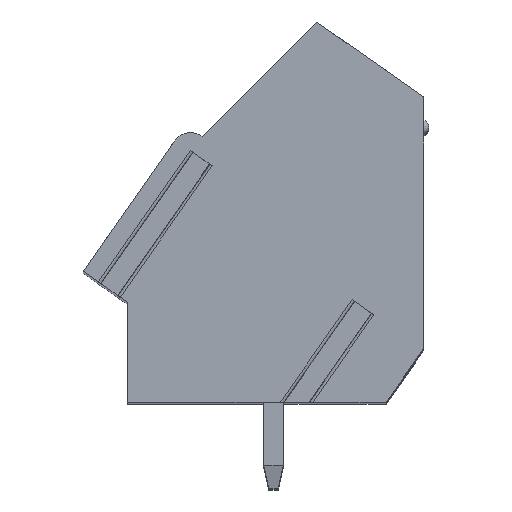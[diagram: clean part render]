
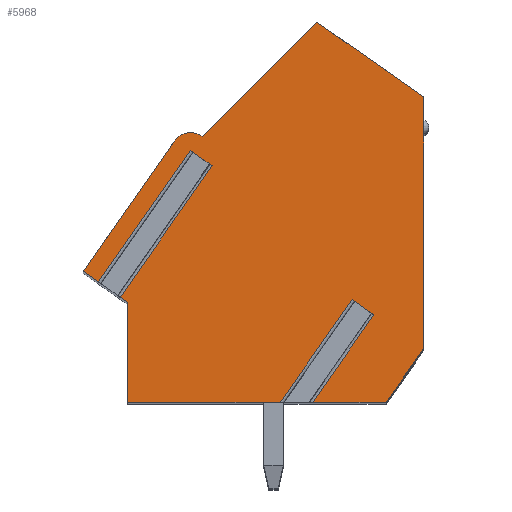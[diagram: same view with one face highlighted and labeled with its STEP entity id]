
A CAD part, top view. The second image highlights one B-rep face of the part: STEP entity #5968.
In plain terms, the highlighted planar face has unit normal (0, 0, 1).
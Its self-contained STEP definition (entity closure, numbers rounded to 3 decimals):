
#14=DIRECTION('',(-0.819,0.574,0.));
#15=VECTOR('',#14,1.085);
#16=CARTESIAN_POINT('',(4.498,-3.239,48.26));
#17=LINE('',#16,#15);
#18=DIRECTION('',(-0.574,-0.819,0.));
#19=VECTOR('',#18,5.115);
#20=CARTESIAN_POINT('',(3.61,-2.616,48.26));
#21=LINE('',#20,#19);
#22=DIRECTION('',(1.,0.,0.));
#23=VECTOR('',#22,6.246);
#24=CARTESIAN_POINT('',(-5.57,-6.807,48.26));
#25=LINE('',#24,#23);
#26=DIRECTION('',(0.,-1.,0.));
#27=VECTOR('',#26,4.087);
#28=CARTESIAN_POINT('',(-5.57,-2.72,48.26));
#29=LINE('',#28,#27);
#30=DIRECTION('',(0.819,-0.574,0.));
#31=VECTOR('',#30,0.355);
#32=CARTESIAN_POINT('',(-5.861,-2.516,48.26));
#33=LINE('',#32,#31);
#34=DIRECTION('',(-0.574,-0.819,0.));
#35=VECTOR('',#34,6.55);
#36=CARTESIAN_POINT('',(-2.104,2.849,48.26));
#37=LINE('',#36,#35);
#38=DIRECTION('',(-0.819,0.574,0.));
#39=VECTOR('',#38,1.085);
#40=CARTESIAN_POINT('',(-2.104,2.849,48.26));
#41=LINE('',#40,#39);
#42=DIRECTION('',(-0.574,-0.819,0.));
#43=VECTOR('',#42,6.55);
#44=CARTESIAN_POINT('',(-2.993,3.471,48.26));
#45=LINE('',#44,#43);
#46=DIRECTION('',(0.819,-0.574,0.));
#47=VECTOR('',#46,0.757);
#48=CARTESIAN_POINT('',(-7.37,-1.46,48.26));
#49=LINE('',#48,#47);
#50=DIRECTION('',(-0.574,-0.819,0.));
#51=VECTOR('',#50,6.486);
#52=CARTESIAN_POINT('',(-3.65,3.853,48.26));
#53=LINE('',#52,#51);
#54=CARTESIAN_POINT('',(-2.986,3.406,48.26));
#55=DIRECTION('',(0.,0.,1.));
#56=DIRECTION('',(0.598,0.802,0.));
#57=AXIS2_PLACEMENT_3D('',#54,#55,#56);
#59=DIRECTION('',(-0.707,-0.707,0.));
#60=VECTOR('',#59,6.609);
#61=CARTESIAN_POINT('',(2.165,8.721,48.26));
#62=LINE('',#61,#60);
#63=DIRECTION('',(-0.819,0.574,0.));
#64=VECTOR('',#63,5.329);
#65=CARTESIAN_POINT('',(6.53,5.664,48.26));
#66=LINE('',#65,#64);
#67=DIRECTION('',(0.,1.,0.));
#68=VECTOR('',#67,10.286);
#69=CARTESIAN_POINT('',(6.53,-4.622,48.26));
#70=LINE('',#69,#68);
#71=DIRECTION('',(0.574,0.819,0.));
#72=VECTOR('',#71,2.667);
#73=CARTESIAN_POINT('',(5.,-6.807,48.26));
#74=LINE('',#73,#72);
#75=DIRECTION('',(1.,0.,0.));
#76=VECTOR('',#75,3.);
#77=CARTESIAN_POINT('',(2.,-6.807,48.26));
#78=LINE('',#77,#76);
#79=DIRECTION('',(-0.574,-0.819,0.));
#80=VECTOR('',#79,4.355);
#81=CARTESIAN_POINT('',(4.498,-3.239,48.26));
#82=LINE('',#81,#80);
#4662=CARTESIAN_POINT('',(-2.508,4.048,48.26));
#4663=CARTESIAN_POINT('',(-3.65,3.853,48.26));
#4664=VERTEX_POINT('',#4662);
#4665=VERTEX_POINT('',#4663);
#4666=CARTESIAN_POINT('',(-7.37,-1.46,48.26));
#4667=VERTEX_POINT('',#4666);
#4668=CARTESIAN_POINT('',(-5.57,-2.72,48.26));
#4669=CARTESIAN_POINT('',(-5.57,-6.807,48.26));
#4670=VERTEX_POINT('',#4668);
#4671=VERTEX_POINT('',#4669);
#4672=CARTESIAN_POINT('',(5.,-6.807,48.26));
#4673=CARTESIAN_POINT('',(6.53,-4.622,48.26));
#4674=VERTEX_POINT('',#4672);
#4675=VERTEX_POINT('',#4673);
#4676=CARTESIAN_POINT('',(6.53,5.664,48.26));
#4677=VERTEX_POINT('',#4676);
#4678=CARTESIAN_POINT('',(2.165,8.721,48.26));
#4679=VERTEX_POINT('',#4678);
#4806=CARTESIAN_POINT('',(-2.104,2.849,48.26));
#4807=CARTESIAN_POINT('',(-2.993,3.471,48.26));
#4808=VERTEX_POINT('',#4806);
#4809=VERTEX_POINT('',#4807);
#4810=CARTESIAN_POINT('',(-5.861,-2.516,
48.26));
#4811=VERTEX_POINT('',#4810);
#4812=CARTESIAN_POINT('',(-6.75,-1.894,
48.26));
#4813=VERTEX_POINT('',#4812);
#4861=CARTESIAN_POINT('',(4.498,-3.239,48.26));
#4862=CARTESIAN_POINT('',(3.61,-2.616,48.26));
#4863=VERTEX_POINT('',#4861);
#4864=VERTEX_POINT('',#4862);
#4865=CARTESIAN_POINT('',(2.,-6.807,48.26));
#4866=VERTEX_POINT('',#4865);
#4867=CARTESIAN_POINT('',(0.676,-6.807,48.26));
#4868=VERTEX_POINT('',#4867);
#5927=CARTESIAN_POINT('',(0.,0.,48.26));
#5928=DIRECTION('',(0.,0.,1.));
#5929=DIRECTION('',(1.,0.,0.));
#5930=AXIS2_PLACEMENT_3D('',#5927,#5928,#5929);
#5931=PLANE('',#5930);
#5933=ORIENTED_EDGE('',*,*,#5932,.T.);
#5935=ORIENTED_EDGE('',*,*,#5934,.T.);
#5937=ORIENTED_EDGE('',*,*,#5936,.F.);
#5939=ORIENTED_EDGE('',*,*,#5938,.F.);
#5941=ORIENTED_EDGE('',*,*,#5940,.F.);
#5943=ORIENTED_EDGE('',*,*,#5942,.F.);
#5945=ORIENTED_EDGE('',*,*,#5944,.T.);
#5947=ORIENTED_EDGE('',*,*,#5946,.T.);
#5949=ORIENTED_EDGE('',*,*,#5948,.F.);
#5951=ORIENTED_EDGE('',*,*,#5950,.F.);
#5953=ORIENTED_EDGE('',*,*,#5952,.F.);
#5955=ORIENTED_EDGE('',*,*,#5954,.F.);
#5957=ORIENTED_EDGE('',*,*,#5956,.F.);
#5959=ORIENTED_EDGE('',*,*,#5958,.F.);
#5961=ORIENTED_EDGE('',*,*,#5960,.F.);
#5963=ORIENTED_EDGE('',*,*,#5962,.F.);
#5965=ORIENTED_EDGE('',*,*,#5964,.F.);
#5966=EDGE_LOOP('',(#5933,#5935,#5937,#5939,#5941,#5943,#5945,#5947,#5949,#5951,
#5953,#5955,#5957,#5959,#5961,#5963,#5965));
#5967=FACE_OUTER_BOUND('',#5966,.F.);
#58=CIRCLE('',#57,0.8);
#5932=EDGE_CURVE('',#4863,#4864,#17,.T.);
#5934=EDGE_CURVE('',#4864,#4868,#21,.T.);
#5936=EDGE_CURVE('',#4671,#4868,#25,.T.);
#5938=EDGE_CURVE('',#4670,#4671,#29,.T.);
#5940=EDGE_CURVE('',#4811,#4670,#33,.T.);
#5942=EDGE_CURVE('',#4808,#4811,#37,.T.);
#5944=EDGE_CURVE('',#4808,#4809,#41,.T.);
#5946=EDGE_CURVE('',#4809,#4813,#45,.T.);
#5948=EDGE_CURVE('',#4667,#4813,#49,.T.);
#5950=EDGE_CURVE('',#4665,#4667,#53,.T.);
#5952=EDGE_CURVE('',#4664,#4665,#58,.T.);
#5954=EDGE_CURVE('',#4679,#4664,#62,.T.);
#5956=EDGE_CURVE('',#4677,#4679,#66,.T.);
#5958=EDGE_CURVE('',#4675,#4677,#70,.T.);
#5960=EDGE_CURVE('',#4674,#4675,#74,.T.);
#5962=EDGE_CURVE('',#4866,#4674,#78,.T.);
#5964=EDGE_CURVE('',#4863,#4866,#82,.T.);
#5968=ADVANCED_FACE('',(#5967),#5931,.T.);
